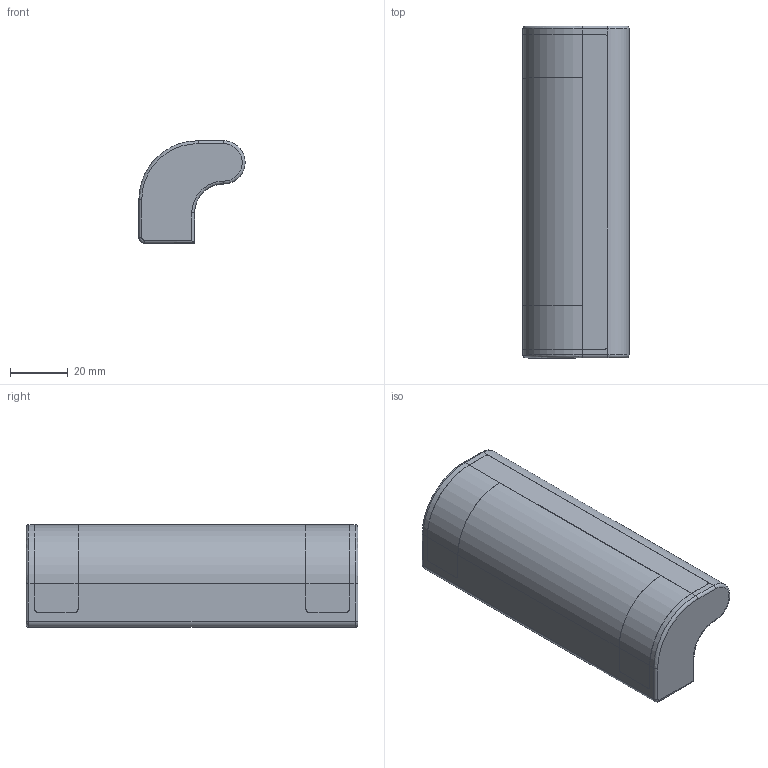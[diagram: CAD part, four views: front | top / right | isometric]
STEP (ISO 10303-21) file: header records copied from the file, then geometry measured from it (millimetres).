
FILE_DESCRIPTION(/* description */ ('MANIGLIA CHIUSA NERO/GRIGIO'),/* implementation_level */ '2;1');
FILE_NAME(/* name */ 'CMNYY0000013.stp',/* time_stamp */ '2018-07-23T17:59:47+02:00',/* author */ ('fzagni'),/* organization */ (''),/* preprocessor_version */ 'ST-DEVELOPER v16.1',/* originating_system */ 'Autodesk Inventor 2016',/* authorisation */ '');
FILE_SCHEMA (('AUTOMOTIVE_DESIGN { 1 0 10303 214 3 1 1 }'));
Length unit declared in the file: millimetre
Products named in the file (1): CMNYY0000013 (15.301.00G)
Bounding box: 36.83 x 115 x 35.51 mm (x, y, z)
Volume: 97467.7 mm3; surface area: 16484.1 mm2
Topology: 1 solids, 1 shells, 58 faces, 143 edges, 87 vertices
Faces by surface type: cylinder 26, plane 22, bspline 10
Full cylindrical faces by diameter (mm): 6.35 x2
Entity records: 2499 total; most frequent: CARTESIAN_POINT 1075, DIRECTION 303, ORIENTED_EDGE 282, EDGE_CURVE 141, AXIS2_PLACEMENT_3D 113, VERTEX_POINT 87, LINE 77, VECTOR 77
